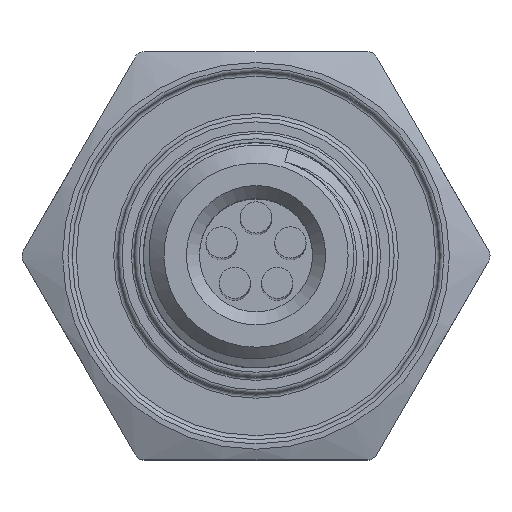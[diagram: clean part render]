
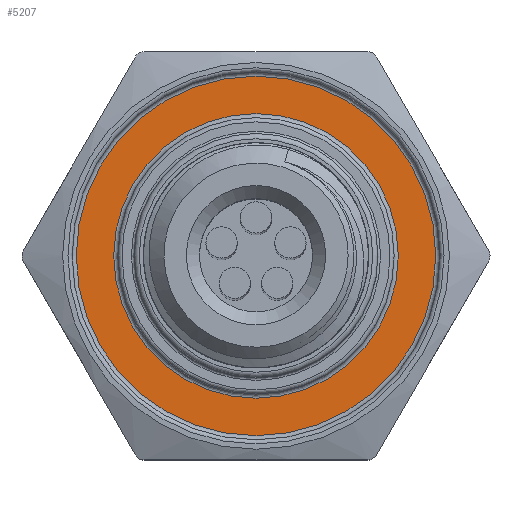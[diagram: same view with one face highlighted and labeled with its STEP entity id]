
A CAD part, top view. The second image highlights one B-rep face of the part: STEP entity #5207.
In plain terms, the highlighted planar face has unit normal (0, 0, 1).
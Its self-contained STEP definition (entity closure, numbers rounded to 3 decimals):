
#158=FACE_BOUND($,#1419,.T.);
#246=CIRCLE($,#5515,8.782);
#249=CIRCLE($,#5519,6.953);
#1072=FACE_OUTER_BOUND($,#1418,.T.);
#1418=EDGE_LOOP($,(#3791));
#1419=EDGE_LOOP($,(#3792));
#2415=VERTEX_POINT($,#8294);
#2418=VERTEX_POINT($,#8301);
#2936=EDGE_CURVE($,#2415,#2415,#246,.T.);
#2939=EDGE_CURVE($,#2418,#2418,#249,.T.);
#3791=ORIENTED_EDGE($,*,*,#2936,.T.);
#3792=ORIENTED_EDGE($,*,*,#2939,.T.);
#5052=PLANE($,#5585);
#5207=ADVANCED_FACE($,(#1072,#158),#5052,.T.);
#5515=AXIS2_PLACEMENT_3D($,#8295,#5909,#5910);
#5519=AXIS2_PLACEMENT_3D($,#8302,#5917,#5918);
#5585=AXIS2_PLACEMENT_3D($,#8718,#6065,#6066);
#5909=DIRECTION('center_axis',(0.,0.,1.));
#5910=DIRECTION('ref_axis',(1.,0.,0.));
#5917=DIRECTION('center_axis',(0.,0.,-1.));
#5918=DIRECTION('ref_axis',(1.,0.,0.));
#6065=DIRECTION('center_axis',(0.,0.,1.));
#6066=DIRECTION('ref_axis',(1.,0.,0.));
#8294=CARTESIAN_POINT('',(8.782,0.,16.129));
#8295=CARTESIAN_POINT('Origin',(0.,0.,16.129));
#8301=CARTESIAN_POINT('',(6.953,0.,16.129));
#8302=CARTESIAN_POINT('Origin',(0.,0.,16.129));
#8718=CARTESIAN_POINT('Origin',(0.,0.,16.129));
